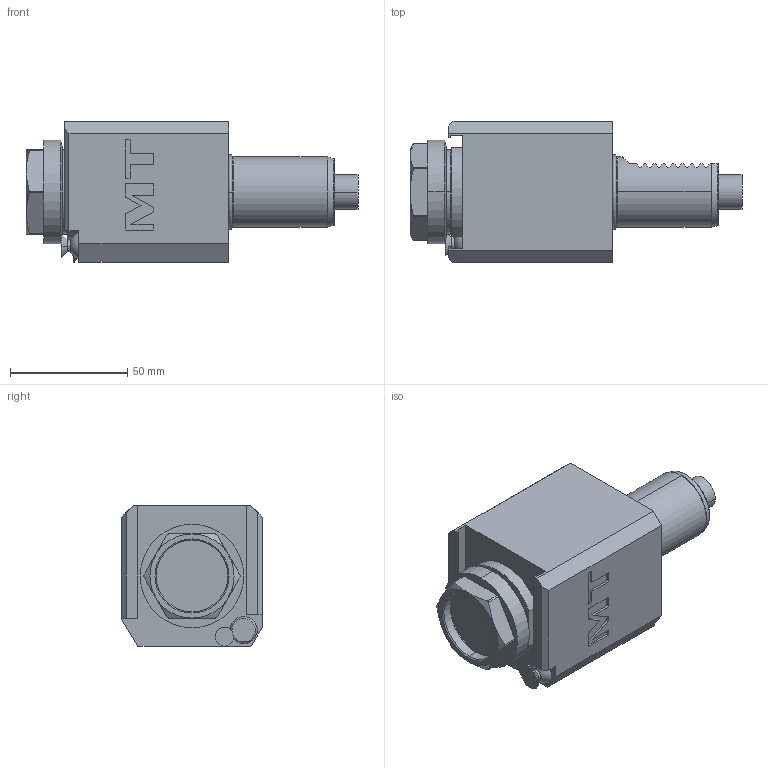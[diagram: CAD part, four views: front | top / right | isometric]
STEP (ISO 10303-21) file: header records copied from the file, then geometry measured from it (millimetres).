
FILE_DESCRIPTION((''),'2;1');
FILE_NAME('SAU0900232_CONF','2025-01-17T15:10:47',('fpalella'),('M.T. srl'),'CREO PARAMETRIC BY PTC INC, 2023352','CREO PARAMETRIC BY PTC INC, 2023352','');
FILE_SCHEMA(('CONFIG_CONTROL_DESIGN'));
Length unit declared in the file: millimetre
Products named in the file (1): SAU0900232_CONF
Bounding box: 141.3 x 60 x 60 mm (x, y, z)
Volume: 281098.1 mm3; surface area: 36223.5 mm2
Topology: 2 solids, 2 shells, 193 faces, 496 edges, 322 vertices
Faces by surface type: plane 115, cylinder 40, cone 21, torus 12, extrusion 4, sphere 1
Entity records: 6253 total; most frequent: CARTESIAN_POINT 1553, ORIENTED_EDGE 992, DIRECTION 916, EDGE_CURVE 496, VERTEX_POINT 322, VECTOR 316, LINE 312, AXIS2_PLACEMENT_3D 300
